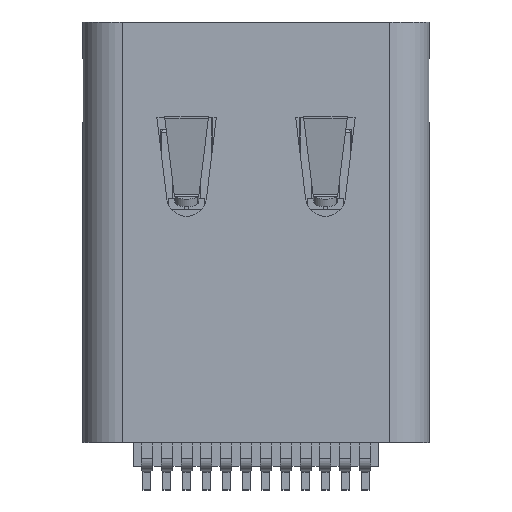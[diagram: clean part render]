
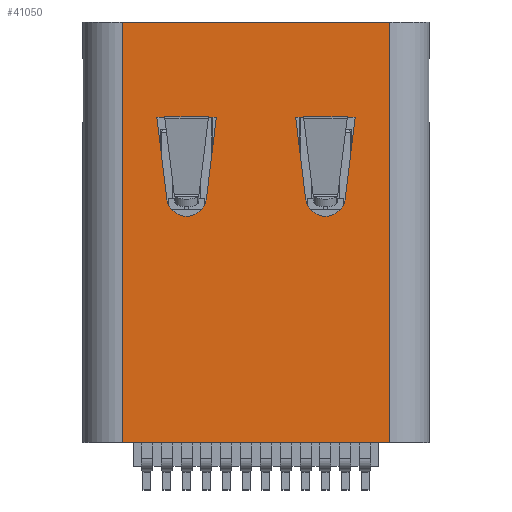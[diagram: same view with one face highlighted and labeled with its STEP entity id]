
A CAD part, top view. The second image highlights one B-rep face of the part: STEP entity #41050.
In plain terms, the highlighted planar face has unit normal (0, 0, 1).
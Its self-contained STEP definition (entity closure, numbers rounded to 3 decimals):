
#27986 = VERTEX_POINT('',#27987);
#27987 = CARTESIAN_POINT('',(3.37,-3.825,3.06));
#27994 = EDGE_CURVE('',#27995,#27986,#27997,.T.);
#27995 = VERTEX_POINT('',#27996);
#27996 = CARTESIAN_POINT('',(-3.37,-3.825,3.06));
#27997 = LINE('',#27998,#27999);
#27998 = CARTESIAN_POINT('',(3.37,-3.825,3.06));
#27999 = VECTOR('',#28000,1.);
#28000 = DIRECTION('',(1.,0.,0.));
#28427 = VERTEX_POINT('',#28428);
#28428 = CARTESIAN_POINT('',(-3.37,6.775,3.06));
#28435 = EDGE_CURVE('',#28427,#28436,#28438,.T.);
#28436 = VERTEX_POINT('',#28437);
#28437 = CARTESIAN_POINT('',(3.37,6.775,3.06));
#28438 = LINE('',#28439,#28440);
#28439 = CARTESIAN_POINT('',(3.37,6.775,3.06));
#28440 = VECTOR('',#28441,1.);
#28441 = DIRECTION('',(1.,0.,0.));
#28545 = VERTEX_POINT('',#28546);
#28546 = CARTESIAN_POINT('',(1.2,4.385,3.06));
#28552 = EDGE_CURVE('',#28553,#28545,#28555,.T.);
#28553 = VERTEX_POINT('',#28554);
#28554 = CARTESIAN_POINT('',(1.198,4.385,3.06));
#28555 = LINE('',#28556,#28557);
#28556 = CARTESIAN_POINT('',(2.3,4.385,3.06));
#28557 = VECTOR('',#28558,1.);
#28558 = DIRECTION('',(1.,0.,0.));
#28574 = EDGE_CURVE('',#28553,#28575,#28577,.T.);
#28575 = VERTEX_POINT('',#28576);
#28576 = CARTESIAN_POINT('',(1.198,4.375,3.06));
#28577 = LINE('',#28578,#28579);
#28578 = CARTESIAN_POINT('',(1.198,4.385,3.06));
#28579 = VECTOR('',#28580,1.);
#28580 = DIRECTION('',(0.,-1.,0.));
#28651 = EDGE_CURVE('',#28575,#28652,#28654,.T.);
#28652 = VERTEX_POINT('',#28653);
#28653 = CARTESIAN_POINT('',(1.,4.375,3.06));
#28654 = LINE('',#28655,#28656);
#28655 = CARTESIAN_POINT('',(1.,4.375,3.06));
#28656 = VECTOR('',#28657,1.);
#28657 = DIRECTION('',(-1.,0.,0.));
#28673 = EDGE_CURVE('',#28674,#28676,#28678,.T.);
#28674 = VERTEX_POINT('',#28675);
#28675 = CARTESIAN_POINT('',(2.3,4.385,3.06));
#28676 = VERTEX_POINT('',#28677);
#28677 = CARTESIAN_POINT('',(2.302,4.385,3.06));
#28678 = LINE('',#28679,#28680);
#28679 = CARTESIAN_POINT('',(2.3,4.385,3.06));
#28680 = VECTOR('',#28681,1.);
#28681 = DIRECTION('',(1.,0.,0.));
#28705 = EDGE_CURVE('',#28652,#28706,#28708,.T.);
#28706 = VERTEX_POINT('',#28707);
#28707 = CARTESIAN_POINT('',(1.25,2.318,3.06));
#28708 = LINE('',#28709,#28710);
#28709 = CARTESIAN_POINT('',(1.,4.375,3.06));
#28710 = VECTOR('',#28711,1.);
#28711 = DIRECTION('',(0.121,-0.993,0.)
  );
#28728 = EDGE_CURVE('',#28676,#28729,#28731,.T.);
#28729 = VERTEX_POINT('',#28730);
#28730 = CARTESIAN_POINT('',(2.302,4.375,3.06));
#28731 = LINE('',#28732,#28733);
#28732 = CARTESIAN_POINT('',(2.302,4.385,3.06));
#28733 = VECTOR('',#28734,1.);
#28734 = DIRECTION('',(0.,-1.,0.));
#28754 = VERTEX_POINT('',#28755);
#28755 = CARTESIAN_POINT('',(2.25,2.318,3.06));
#28761 = EDGE_CURVE('',#28706,#28754,#28762,.T.);
#28762 = CIRCLE('',#28763,0.504);
#28763 = AXIS2_PLACEMENT_3D('',#28764,#28765,#28766);
#28764 = CARTESIAN_POINT('',(1.75,2.379,3.06));
#28765 = DIRECTION('',(0.,0.,1.));
#28766 = DIRECTION('',(0.,1.,0.));
#28780 = VERTEX_POINT('',#28781);
#28781 = CARTESIAN_POINT('',(2.5,4.375,3.06));
#28787 = EDGE_CURVE('',#28780,#28729,#28788,.T.);
#28788 = LINE('',#28789,#28790);
#28789 = CARTESIAN_POINT('',(2.3,4.375,3.06));
#28790 = VECTOR('',#28791,1.);
#28791 = DIRECTION('',(-1.,0.,0.));
#28802 = EDGE_CURVE('',#28754,#28780,#28803,.T.);
#28803 = LINE('',#28804,#28805);
#28804 = CARTESIAN_POINT('',(2.25,2.318,3.06));
#28805 = VECTOR('',#28806,1.);
#28806 = DIRECTION('',(0.121,0.993,0.)
  );
#28820 = VERTEX_POINT('',#28821);
#28821 = CARTESIAN_POINT('',(-2.3,4.385,3.06));
#28827 = EDGE_CURVE('',#28828,#28820,#28830,.T.);
#28828 = VERTEX_POINT('',#28829);
#28829 = CARTESIAN_POINT('',(-2.302,4.385,3.06));
#28830 = LINE('',#28831,#28832);
#28831 = CARTESIAN_POINT('',(-1.2,4.385,3.06));
#28832 = VECTOR('',#28833,1.);
#28833 = DIRECTION('',(1.,0.,0.));
#28849 = EDGE_CURVE('',#28828,#28850,#28852,.T.);
#28850 = VERTEX_POINT('',#28851);
#28851 = CARTESIAN_POINT('',(-2.302,4.375,3.06));
#28852 = LINE('',#28853,#28854);
#28853 = CARTESIAN_POINT('',(-2.302,4.385,3.06));
#28854 = VECTOR('',#28855,1.);
#28855 = DIRECTION('',(0.,-1.,0.));
#28926 = EDGE_CURVE('',#28850,#28927,#28929,.T.);
#28927 = VERTEX_POINT('',#28928);
#28928 = CARTESIAN_POINT('',(-2.5,4.375,3.06));
#28929 = LINE('',#28930,#28931);
#28930 = CARTESIAN_POINT('',(-2.3,4.375,3.06));
#28931 = VECTOR('',#28932,1.);
#28932 = DIRECTION('',(-1.,0.,0.));
#28948 = EDGE_CURVE('',#28949,#28951,#28953,.T.);
#28949 = VERTEX_POINT('',#28950);
#28950 = CARTESIAN_POINT('',(-1.2,4.385,3.06));
#28951 = VERTEX_POINT('',#28952);
#28952 = CARTESIAN_POINT('',(-1.198,4.385,3.06));
#28953 = LINE('',#28954,#28955);
#28954 = CARTESIAN_POINT('',(-1.2,4.385,3.06));
#28955 = VECTOR('',#28956,1.);
#28956 = DIRECTION('',(1.,0.,0.));
#28980 = EDGE_CURVE('',#28927,#28981,#28983,.T.);
#28981 = VERTEX_POINT('',#28982);
#28982 = CARTESIAN_POINT('',(-2.25,2.318,3.06));
#28983 = LINE('',#28984,#28985);
#28984 = CARTESIAN_POINT('',(-2.5,4.375,3.06));
#28985 = VECTOR('',#28986,1.);
#28986 = DIRECTION('',(0.121,-0.993,0.)
  );
#29003 = EDGE_CURVE('',#28951,#29004,#29006,.T.);
#29004 = VERTEX_POINT('',#29005);
#29005 = CARTESIAN_POINT('',(-1.198,4.375,3.06));
#29006 = LINE('',#29007,#29008);
#29007 = CARTESIAN_POINT('',(-1.198,4.385,3.06));
#29008 = VECTOR('',#29009,1.);
#29009 = DIRECTION('',(0.,-1.,0.));
#29029 = VERTEX_POINT('',#29030);
#29030 = CARTESIAN_POINT('',(-1.25,2.318,3.06));
#29036 = EDGE_CURVE('',#28981,#29029,#29037,.T.);
#29037 = CIRCLE('',#29038,0.504);
#29038 = AXIS2_PLACEMENT_3D('',#29039,#29040,#29041);
#29039 = CARTESIAN_POINT('',(-1.75,2.379,3.06));
#29040 = DIRECTION('',(0.,0.,1.));
#29041 = DIRECTION('',(0.,1.,0.));
#29055 = VERTEX_POINT('',#29056);
#29056 = CARTESIAN_POINT('',(-1.,4.375,3.06));
#29062 = EDGE_CURVE('',#29055,#29004,#29063,.T.);
#29063 = LINE('',#29064,#29065);
#29064 = CARTESIAN_POINT('',(-1.,4.375,3.06));
#29065 = VECTOR('',#29066,1.);
#29066 = DIRECTION('',(-1.,0.,0.));
#29077 = EDGE_CURVE('',#29029,#29055,#29078,.T.);
#29078 = LINE('',#29079,#29080);
#29079 = CARTESIAN_POINT('',(-1.25,2.318,3.06));
#29080 = VECTOR('',#29081,1.);
#29081 = DIRECTION('',(0.121,0.993,0.)
  );
#41034 = EDGE_CURVE('',#27986,#28436,#41035,.T.);
#41035 = LINE('',#41036,#41037);
#41036 = CARTESIAN_POINT('',(3.37,-3.825,3.06));
#41037 = VECTOR('',#41038,1.);
#41038 = DIRECTION('',(0.,1.,0.));
#41050 = ADVANCED_FACE('',(#41051,#41068,#41085),#41096,.T.);
#41051 = FACE_BOUND('',#41052,.T.);
#41052 = EDGE_LOOP('',(#41053,#41054,#41055,#41061,#41062,#41063,#41064,
    #41065,#41066,#41067));
#41053 = ORIENTED_EDGE('',*,*,#28849,.F.);
#41054 = ORIENTED_EDGE('',*,*,#28827,.T.);
#41055 = ORIENTED_EDGE('',*,*,#41056,.F.);
#41056 = EDGE_CURVE('',#28949,#28820,#41057,.T.);
#41057 = LINE('',#41058,#41059);
#41058 = CARTESIAN_POINT('',(-1.2,4.385,3.06));
#41059 = VECTOR('',#41060,1.);
#41060 = DIRECTION('',(-1.,0.,0.));
#41061 = ORIENTED_EDGE('',*,*,#28948,.T.);
#41062 = ORIENTED_EDGE('',*,*,#29003,.T.);
#41063 = ORIENTED_EDGE('',*,*,#29062,.F.);
#41064 = ORIENTED_EDGE('',*,*,#29077,.F.);
#41065 = ORIENTED_EDGE('',*,*,#29036,.F.);
#41066 = ORIENTED_EDGE('',*,*,#28980,.F.);
#41067 = ORIENTED_EDGE('',*,*,#28926,.F.);
#41068 = FACE_BOUND('',#41069,.T.);
#41069 = EDGE_LOOP('',(#41070,#41071,#41072,#41078,#41079,#41080,#41081,
    #41082,#41083,#41084));
#41070 = ORIENTED_EDGE('',*,*,#28574,.F.);
#41071 = ORIENTED_EDGE('',*,*,#28552,.T.);
#41072 = ORIENTED_EDGE('',*,*,#41073,.F.);
#41073 = EDGE_CURVE('',#28674,#28545,#41074,.T.);
#41074 = LINE('',#41075,#41076);
#41075 = CARTESIAN_POINT('',(2.3,4.385,3.06));
#41076 = VECTOR('',#41077,1.);
#41077 = DIRECTION('',(-1.,0.,0.));
#41078 = ORIENTED_EDGE('',*,*,#28673,.T.);
#41079 = ORIENTED_EDGE('',*,*,#28728,.T.);
#41080 = ORIENTED_EDGE('',*,*,#28787,.F.);
#41081 = ORIENTED_EDGE('',*,*,#28802,.F.);
#41082 = ORIENTED_EDGE('',*,*,#28761,.F.);
#41083 = ORIENTED_EDGE('',*,*,#28705,.F.);
#41084 = ORIENTED_EDGE('',*,*,#28651,.F.);
#41085 = FACE_BOUND('',#41086,.T.);
#41086 = EDGE_LOOP('',(#41087,#41088,#41094,#41095));
#41087 = ORIENTED_EDGE('',*,*,#28435,.F.);
#41088 = ORIENTED_EDGE('',*,*,#41089,.F.);
#41089 = EDGE_CURVE('',#27995,#28427,#41090,.T.);
#41090 = LINE('',#41091,#41092);
#41091 = CARTESIAN_POINT('',(-3.37,-3.825,3.06));
#41092 = VECTOR('',#41093,1.);
#41093 = DIRECTION('',(0.,1.,0.));
#41094 = ORIENTED_EDGE('',*,*,#27994,.T.);
#41095 = ORIENTED_EDGE('',*,*,#41034,.T.);
#41096 = PLANE('',#41097);
#41097 = AXIS2_PLACEMENT_3D('',#41098,#41099,#41100);
#41098 = CARTESIAN_POINT('',(3.37,-3.825,3.06));
#41099 = DIRECTION('',(0.,0.,1.));
#41100 = DIRECTION('',(-1.,0.,0.));
